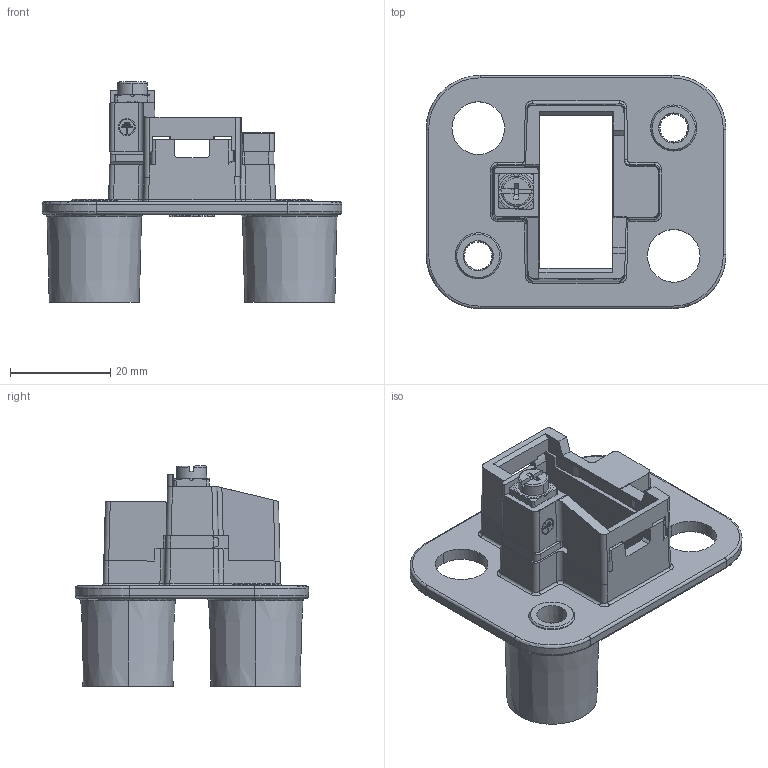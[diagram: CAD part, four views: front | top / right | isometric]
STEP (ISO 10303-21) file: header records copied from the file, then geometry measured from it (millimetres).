
FILE_DESCRIPTION((''),'2;1');
FILE_NAME('FFFFFFFFF','2023-05-05T',('lj.zou'),(''),'PRO/ENGINEER BY PARAMETRIC TECHNOLOGY CORPORATION, 2012480','PRO/ENGINEER BY PARAMETRIC TECHNOLOGY CORPORATION, 2012480','');
FILE_SCHEMA(('CONFIG_CONTROL_DESIGN'));
Length unit declared in the file: millimetre
Products named in the file (1): FFFFFFFFF
Bounding box: 59.8 x 46.54 x 43.92 mm (x, y, z)
Volume: 18099.1 mm3; surface area: 12391 mm2
Topology: 1 solids, 1 shells, 660 faces, 1958 edges, 1287 vertices
Faces by surface type: plane 376, cylinder 142, revolution 58, torus 33, cone 32, bspline 19
Entity records: 25221 total; most frequent: CARTESIAN_POINT 7738, ORIENTED_EDGE 3916, DIRECTION 3233, EDGE_CURVE 1958, VERTEX_POINT 1287, VECTOR 1117, LINE 1117, AXIS2_PLACEMENT_3D 1029
